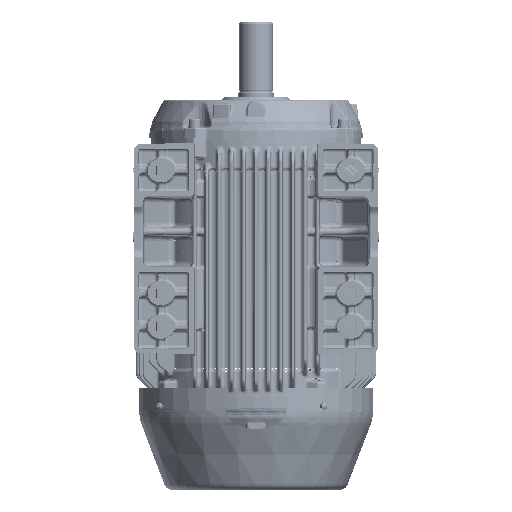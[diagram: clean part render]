
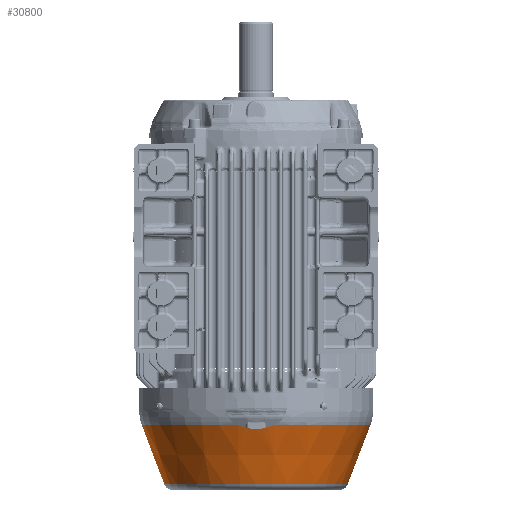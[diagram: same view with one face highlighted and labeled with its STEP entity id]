
A CAD part, front view. The second image highlights one B-rep face of the part: STEP entity #30800.
In plain terms, the highlighted conical face has half-angle 21 degrees and reference radius 104.336 mm.
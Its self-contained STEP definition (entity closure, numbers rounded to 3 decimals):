
#4266=CONICAL_SURFACE('',#126608,104.336,21.);
#6012=FACE_BOUND('',#45082,.T.);
#6013=FACE_BOUND('',#45083,.T.);
#13204=B_SPLINE_CURVE_WITH_KNOTS('',3,(#288425,#288426,#288427,#288428,
#288429,#288430,#288431,#288432,#288433,#288434),.UNSPECIFIED.,.F.,.F.,
(4,2,2,2,4),(0.,0.25,0.5,0.75,1.),.UNSPECIFIED.);
#30800=ADVANCED_FACE('',(#6012,#6013),#4266,.T.);
#45082=EDGE_LOOP('',(#75023));
#45083=EDGE_LOOP('',(#75024,#75025));
#75023=ORIENTED_EDGE('',*,*,#108190,.T.);
#75024=ORIENTED_EDGE('',*,*,#106605,.F.);
#75025=ORIENTED_EDGE('',*,*,#106606,.T.);
#88953=VERTEX_POINT('',#288400);
#88958=VERTEX_POINT('',#288422);
#90535=VERTEX_POINT('',#291872);
#106605=EDGE_CURVE('',#88958,#88953,#115233,.T.);
#106606=EDGE_CURVE('',#88958,#88953,#13204,.T.);
#108190=EDGE_CURVE('',#90535,#90535,#116016,.T.);
#115233=CIRCLE('',#125812,130.179);
#116016=CIRCLE('',#126606,104.336);
#125812=AXIS2_PLACEMENT_3D('',#288423,#150069,#150070);
#126606=AXIS2_PLACEMENT_3D('',#291871,#152435,#152436);
#126608=AXIS2_PLACEMENT_3D('',#291874,#152439,#152440);
#150069=DIRECTION('',(0.,0.,1.));
#150070=DIRECTION('',(1.,0.,0.));
#152435=DIRECTION('',(0.,0.,1.));
#152436=DIRECTION('',(1.,0.,0.));
#152439=DIRECTION('',(0.,0.,1.));
#152440=DIRECTION('',(1.,0.,0.));
#288400=CARTESIAN_POINT('',(-20.15,-128.61,-379.26));
#288422=CARTESIAN_POINT('',(20.15,-128.61,-379.26));
#288423=CARTESIAN_POINT('',(0.,0.,-379.26));
#288425=CARTESIAN_POINT('',(20.15,-128.61,-379.26));
#288426=CARTESIAN_POINT('',(16.961,-128.564,-380.664));
#288427=CARTESIAN_POINT('',(13.683,-128.554,-381.714));
#288428=CARTESIAN_POINT('',(6.955,-128.548,-383.133));
#288429=CARTESIAN_POINT('',(3.464,-128.551,-383.499));
#288430=CARTESIAN_POINT('',(-3.436,-128.551,-383.501));
#288431=CARTESIAN_POINT('',(-6.854,-128.548,-383.149));
#288432=CARTESIAN_POINT('',(-13.624,-128.554,-381.732));
#288433=CARTESIAN_POINT('',(-16.961,-128.564,-380.664));
#288434=CARTESIAN_POINT('',(-20.15,-128.61,-379.26));
#291871=CARTESIAN_POINT('',(0.,0.,-446.584));
#291872=CARTESIAN_POINT('',(104.336,0.,-446.584));
#291874=CARTESIAN_POINT('',(0.,0.,-446.584));
